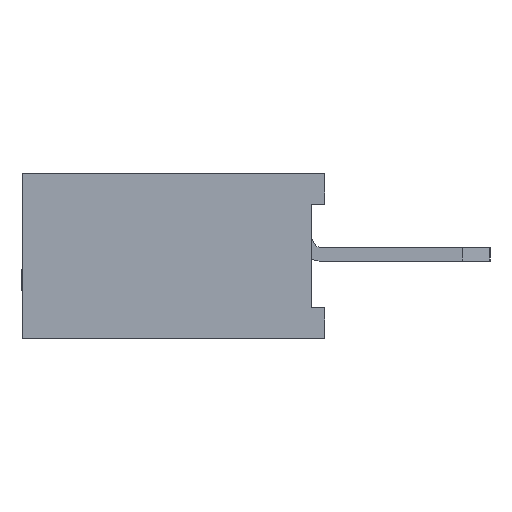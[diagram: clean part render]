
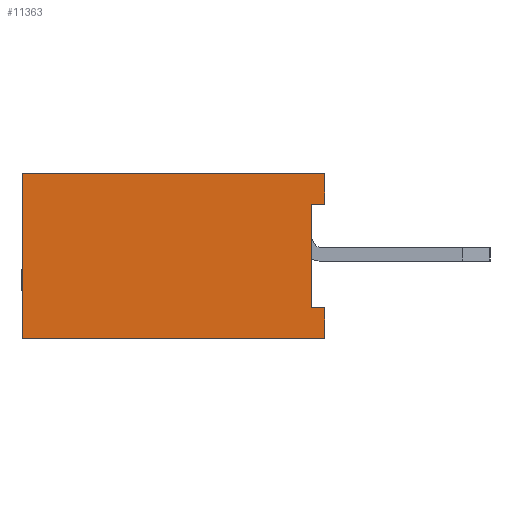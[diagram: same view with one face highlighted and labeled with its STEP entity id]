
A CAD part, left-side view. The second image highlights one B-rep face of the part: STEP entity #11363.
In plain terms, the highlighted planar face has unit normal (-1, 0, 0).
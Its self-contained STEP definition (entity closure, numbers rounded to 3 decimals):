
#977 = VERTEX_POINT ( 'NONE', #29787 ) ;
#1103 = LINE ( 'NONE', #25853, #9087 ) ;
#1256 = CARTESIAN_POINT ( 'NONE',  ( -11.12, -1.243, -1.95 ) ) ;
#1922 = VERTEX_POINT ( 'NONE', #12631 ) ;
#2166 = DIRECTION ( 'NONE',  ( 0., 0., 1. ) ) ;
#2478 = DIRECTION ( 'NONE',  ( 0., -1., 0. ) ) ;
#2633 = DIRECTION ( 'NONE',  ( 0., 0., -1. ) ) ;
#2647 = CARTESIAN_POINT ( 'NONE',  ( -11.12, -1.243, 0. ) ) ;
#2903 = CARTESIAN_POINT ( 'NONE',  ( -11.12, -3.643, -3.522 ) ) ;
#4214 = ORIENTED_EDGE ( 'NONE', *, *, #9502, .T. ) ;
#4246 = LINE ( 'NONE', #37020, #12181 ) ;
#5760 = ORIENTED_EDGE ( 'NONE', *, *, #29342, .F. ) ;
#5784 = LINE ( 'NONE', #16106, #13741 ) ;
#6326 = DIRECTION ( 'NONE',  ( 0., 0., 1. ) ) ;
#6444 = DIRECTION ( 'NONE',  ( 0., -1., 0. ) ) ;
#8502 = CARTESIAN_POINT ( 'NONE',  ( -11.12, 3.157, 0. ) ) ;
#8552 = VECTOR ( 'NONE', #2478, 1000. ) ;
#8648 = LINE ( 'NONE', #14265, #16570 ) ;
#9087 = VECTOR ( 'NONE', #6444, 1000. ) ;
#9502 = EDGE_CURVE ( 'NONE', #32986, #42412, #1103, .T. ) ;
#10531 = EDGE_CURVE ( 'NONE', #26351, #1922, #4246, .T. ) ;
#10589 = ORIENTED_EDGE ( 'NONE', *, *, #27400, .T. ) ;
#11355 = LINE ( 'NONE', #42760, #19304 ) ;
#11363 = ADVANCED_FACE ( 'NONE', ( #34818 ), #33265, .T. ) ;
#11488 = VECTOR ( 'NONE', #23210, 1000. ) ;
#12076 = ORIENTED_EDGE ( 'NONE', *, *, #43705, .T. ) ;
#12181 = VECTOR ( 'NONE', #13502, 1000. ) ;
#12229 = CARTESIAN_POINT ( 'NONE',  ( -11.12, -1.243, 0. ) ) ;
#12631 = CARTESIAN_POINT ( 'NONE',  ( -11.12, -1.043, -1.95 ) ) ;
#13502 = DIRECTION ( 'NONE',  ( 0., 1., 0. ) ) ;
#13741 = VECTOR ( 'NONE', #2633, 1000. ) ;
#14265 = CARTESIAN_POINT ( 'NONE',  ( -11.12, -1.243, -3.522 ) ) ;
#14756 = EDGE_CURVE ( 'NONE', #18452, #977, #5784, .T. ) ;
#15625 = VERTEX_POINT ( 'NONE', #28518 ) ;
#16106 = CARTESIAN_POINT ( 'NONE',  ( -11.12, 3.157, -3.522 ) ) ;
#16570 = VECTOR ( 'NONE', #41358, 1000. ) ;
#17562 = LINE ( 'NONE', #43053, #8552 ) ;
#18452 = VERTEX_POINT ( 'NONE', #8502 ) ;
#19304 = VECTOR ( 'NONE', #2166, 1000. ) ;
#19852 = CARTESIAN_POINT ( 'NONE',  ( -11.12, -1.243, 0. ) ) ;
#22462 = EDGE_CURVE ( 'NONE', #977, #15625, #17562, .T. ) ;
#23210 = DIRECTION ( 'NONE',  ( 0., 0., 1. ) ) ;
#24237 = CARTESIAN_POINT ( 'NONE',  ( -11.12, -1.043, -0.45 ) ) ;
#25853 = CARTESIAN_POINT ( 'NONE',  ( -11.12, -1.043, -0.45 ) ) ;
#26351 = VERTEX_POINT ( 'NONE', #1256 ) ;
#26616 = DIRECTION ( 'NONE',  ( -1., 0., 0. ) ) ;
#26668 = ORIENTED_EDGE ( 'NONE', *, *, #37993, .T. ) ;
#27400 = EDGE_CURVE ( 'NONE', #15625, #26351, #8648, .T. ) ;
#28518 = CARTESIAN_POINT ( 'NONE',  ( -11.12, -1.243, -2.4 ) ) ;
#29342 = EDGE_CURVE ( 'NONE', #18452, #29955, #43185, .T. ) ;
#29431 = ORIENTED_EDGE ( 'NONE', *, *, #14756, .T. ) ;
#29477 = LINE ( 'NONE', #19852, #11488 ) ;
#29483 = ORIENTED_EDGE ( 'NONE', *, *, #22462, .T. ) ;
#29787 = CARTESIAN_POINT ( 'NONE',  ( -11.12, 3.157, -2.4 ) ) ;
#29955 = VERTEX_POINT ( 'NONE', #12229 ) ;
#32222 = AXIS2_PLACEMENT_3D ( 'NONE', #2903, #26616, #6326 ) ;
#32986 = VERTEX_POINT ( 'NONE', #24237 ) ;
#33265 = PLANE ( 'NONE',  #32222 ) ;
#34806 = EDGE_LOOP ( 'NONE', ( #29431, #29483, #10589, #41645, #26668, #4214, #12076, #5760 ) ) ;
#34818 = FACE_OUTER_BOUND ( 'NONE', #34806, .T. ) ;
#34927 = CARTESIAN_POINT ( 'NONE',  ( -11.12, -1.243, -0.45 ) ) ;
#37020 = CARTESIAN_POINT ( 'NONE',  ( -11.12, -1.243, -1.95 ) ) ;
#37993 = EDGE_CURVE ( 'NONE', #1922, #32986, #11355, .T. ) ;
#41358 = DIRECTION ( 'NONE',  ( 0., 0., 1. ) ) ;
#41645 = ORIENTED_EDGE ( 'NONE', *, *, #10531, .T. ) ;
#42141 = VECTOR ( 'NONE', #43076, 1000. ) ;
#42412 = VERTEX_POINT ( 'NONE', #34927 ) ;
#42760 = CARTESIAN_POINT ( 'NONE',  ( -11.12, -1.043, -3.522 ) ) ;
#43053 = CARTESIAN_POINT ( 'NONE',  ( -11.12, -3.643, -2.4 ) ) ;
#43076 = DIRECTION ( 'NONE',  ( 0., -1., 0. ) ) ;
#43185 = LINE ( 'NONE', #2647, #42141 ) ;
#43705 = EDGE_CURVE ( 'NONE', #42412, #29955, #29477, .T. ) ;
